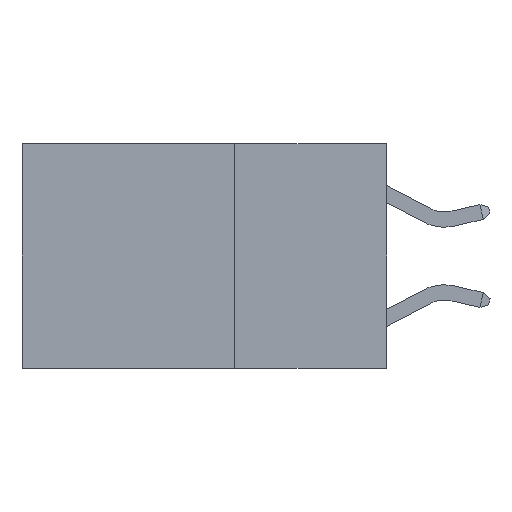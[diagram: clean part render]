
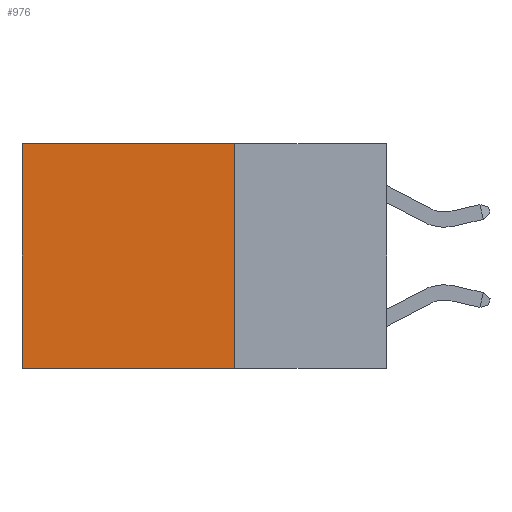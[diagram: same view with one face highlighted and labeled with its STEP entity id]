
A CAD part, left-side view. The second image highlights one B-rep face of the part: STEP entity #976.
In plain terms, the highlighted planar face has unit normal (-1, 0, 0).
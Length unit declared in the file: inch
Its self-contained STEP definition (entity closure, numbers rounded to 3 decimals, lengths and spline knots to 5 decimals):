
#428 = PLANE ( 'NONE',  #30762 ) ;
#976 = ADVANCED_FACE ( 'NONE', ( #30617 ), #428, .F. ) ;
#1872 = DIRECTION ( 'NONE',  ( 0., 0., -1. ) ) ;
#2202 = VERTEX_POINT ( 'NONE', #7271 ) ;
#2979 = ORIENTED_EDGE ( 'NONE', *, *, #5727, .F. ) ;
#3334 = VECTOR ( 'NONE', #13376, 39.37008 ) ;
#3776 = VECTOR ( 'NONE', #9603, 39.37008 ) ;
#4064 = ORIENTED_EDGE ( 'NONE', *, *, #27792, .T. ) ;
#4744 = VERTEX_POINT ( 'NONE', #27519 ) ;
#5727 = EDGE_CURVE ( 'NONE', #2202, #4744, #20728, .T. ) ;
#7271 = CARTESIAN_POINT ( 'NONE',  ( 0.2625, 0.25, 0. ) ) ;
#7851 = CARTESIAN_POINT ( 'NONE',  ( 0.2625, 0.25, 0. ) ) ;
#7904 = VECTOR ( 'NONE', #1872, 39.37008 ) ;
#9603 = DIRECTION ( 'NONE',  ( 0., 1., 0. ) ) ;
#10267 = DIRECTION ( 'NONE',  ( 1., 0., 0. ) ) ;
#11297 = LINE ( 'NONE', #21978, #17003 ) ;
#11803 = EDGE_CURVE ( 'NONE', #4744, #15230, #30178, .T. ) ;
#12466 = ORIENTED_EDGE ( 'NONE', *, *, #11803, .F. ) ;
#13376 = DIRECTION ( 'NONE',  ( 0., 1., 0. ) ) ;
#13506 = CARTESIAN_POINT ( 'NONE',  ( 0.2625, 0.6, -0.37 ) ) ;
#15230 = VERTEX_POINT ( 'NONE', #13506 ) ;
#16552 = EDGE_CURVE ( 'NONE', #22638, #15230, #11297, .T. ) ;
#17003 = VECTOR ( 'NONE', #24429, 39.37008 ) ;
#17776 = EDGE_LOOP ( 'NONE', ( #26883, #12466, #2979, #4064 ) ) ;
#18254 = CARTESIAN_POINT ( 'NONE',  ( 0.2625, 0.25, 0. ) ) ;
#20728 = LINE ( 'NONE', #21130, #7904 ) ;
#21130 = CARTESIAN_POINT ( 'NONE',  ( 0.2625, 0.25, 0. ) ) ;
#21609 = CARTESIAN_POINT ( 'NONE',  ( 0.2625, 0.25, -0.37 ) ) ;
#21978 = CARTESIAN_POINT ( 'NONE',  ( 0.2625, 0.6, 0. ) ) ;
#22612 = LINE ( 'NONE', #18254, #3334 ) ;
#22638 = VERTEX_POINT ( 'NONE', #23094 ) ;
#23094 = CARTESIAN_POINT ( 'NONE',  ( 0.2625, 0.6, 0. ) ) ;
#24429 = DIRECTION ( 'NONE',  ( 0., 0., -1. ) ) ;
#26883 = ORIENTED_EDGE ( 'NONE', *, *, #16552, .T. ) ;
#27149 = DIRECTION ( 'NONE',  ( 0., 0., -1. ) ) ;
#27519 = CARTESIAN_POINT ( 'NONE',  ( 0.2625, 0.25, -0.37 ) ) ;
#27792 = EDGE_CURVE ( 'NONE', #2202, #22638, #22612, .T. ) ;
#30178 = LINE ( 'NONE', #21609, #3776 ) ;
#30617 = FACE_OUTER_BOUND ( 'NONE', #17776, .T. ) ;
#30762 = AXIS2_PLACEMENT_3D ( 'NONE', #7851, #10267, #27149 ) ;
